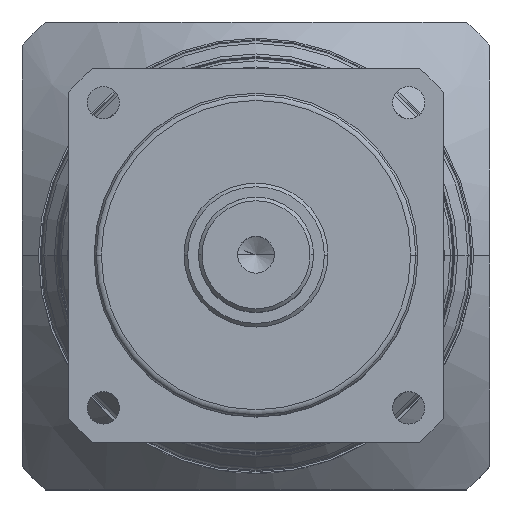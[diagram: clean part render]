
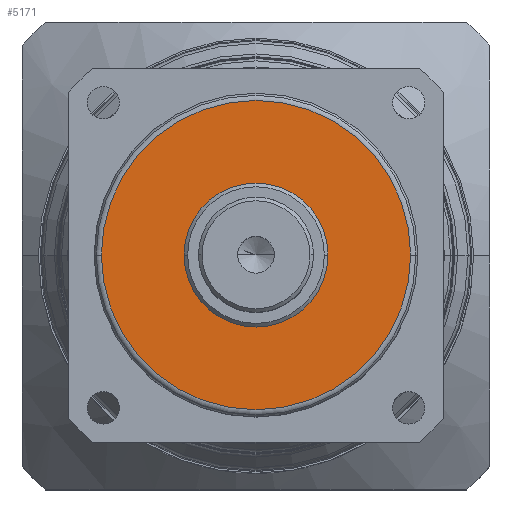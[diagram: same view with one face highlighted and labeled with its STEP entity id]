
A CAD part, top view. The second image highlights one B-rep face of the part: STEP entity #5171.
In plain terms, the highlighted planar face has unit normal (0, 0, 1).
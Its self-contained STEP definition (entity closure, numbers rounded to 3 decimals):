
#1720=CARTESIAN_POINT('',(0.,0.,95.7));
#1721=DIRECTION('',(0.,0.,1.));
#1722=DIRECTION('',(1.,0.,0.));
#1723=AXIS2_PLACEMENT_3D('',#1720,#1721,#1722);
#1725=CARTESIAN_POINT('',(0.,0.,95.7));
#1726=DIRECTION('',(0.,0.,1.));
#1727=DIRECTION('',(-1.,0.,0.));
#1728=AXIS2_PLACEMENT_3D('',#1725,#1726,#1727);
#1730=CARTESIAN_POINT('',(0.,0.,95.7));
#1731=DIRECTION('',(0.,0.,-1.));
#1732=DIRECTION('',(1.,0.,0.));
#1733=AXIS2_PLACEMENT_3D('',#1730,#1731,#1732);
#1735=CARTESIAN_POINT('',(0.,0.,95.7));
#1736=DIRECTION('',(0.,0.,-1.));
#1737=DIRECTION('',(-1.,0.,0.));
#1738=AXIS2_PLACEMENT_3D('',#1735,#1736,#1737);
#2747=CARTESIAN_POINT('',(-20.,0.,95.7));
#2749=VERTEX_POINT('',#2747);
#2751=CARTESIAN_POINT('',(20.,0.,95.7));
#2753=VERTEX_POINT('',#2751);
#2815=CARTESIAN_POINT('',(-43.,0.,95.7));
#2816=VERTEX_POINT('',#2815);
#2817=CARTESIAN_POINT('',(43.,0.,95.7));
#2818=VERTEX_POINT('',#2817);
#5155=CARTESIAN_POINT('',(0.,0.,95.7));
#5156=DIRECTION('',(0.,0.,1.));
#5157=DIRECTION('',(1.,0.,0.));
#5158=AXIS2_PLACEMENT_3D('',#5155,#5156,#5157);
#5159=PLANE('',#5158);
#5160=ORIENTED_EDGE('',*,*,#5145,.F.);
#5162=ORIENTED_EDGE('',*,*,#5161,.F.);
#5163=EDGE_LOOP('',(#5160,#5162));
#5164=FACE_OUTER_BOUND('',#5163,.F.);
#5166=ORIENTED_EDGE('',*,*,#5165,.F.);
#5168=ORIENTED_EDGE('',*,*,#5167,.F.);
#5169=EDGE_LOOP('',(#5166,#5168));
#5170=FACE_BOUND('',#5169,.F.);
#5171=ADVANCED_FACE('',(#5164,#5170),#5159,.T.);
#1724=CIRCLE('',#1723,43.);
#1729=CIRCLE('',#1728,43.);
#1734=CIRCLE('',#1733,20.);
#1739=CIRCLE('',#1738,20.);
#5145=EDGE_CURVE('',#2818,#2816,#1724,.T.);
#5161=EDGE_CURVE('',#2816,#2818,#1729,.T.);
#5165=EDGE_CURVE('',#2753,#2749,#1734,.T.);
#5167=EDGE_CURVE('',#2749,#2753,#1739,.T.);
